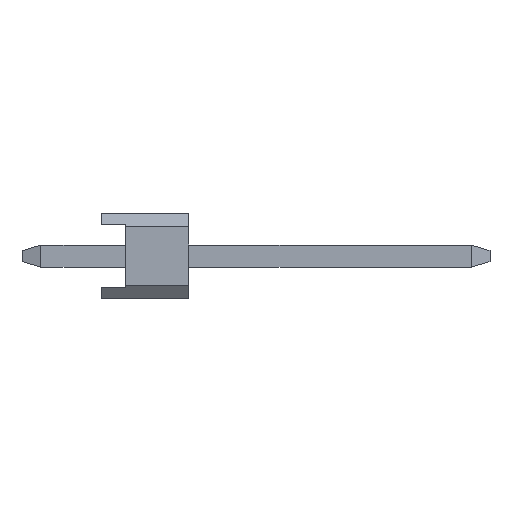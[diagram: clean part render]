
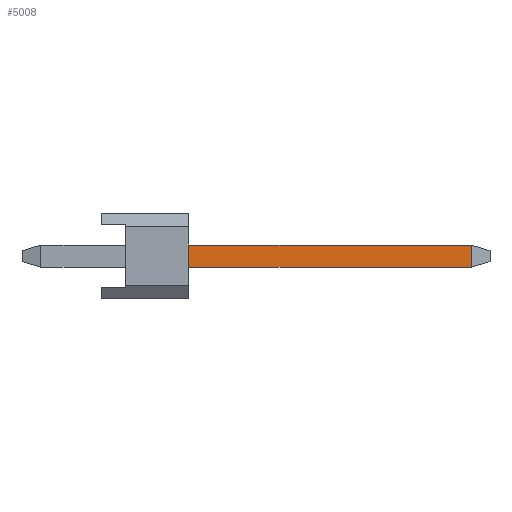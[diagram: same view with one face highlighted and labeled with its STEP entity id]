
A CAD part, left-side view. The second image highlights one B-rep face of the part: STEP entity #5008.
In plain terms, the highlighted planar face has unit normal (-1, 0, 0).
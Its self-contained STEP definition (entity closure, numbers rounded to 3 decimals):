
#2000=VERTEX_POINT('',#5419);
#2556=EDGE_CURVE('',#4894,#3144,#6033,.T.);
#3030=VERTEX_POINT('',#6552);
#3144=VERTEX_POINT('',#6679);
#3480=EDGE_CURVE('',#3030,#2000,#7046,.T.);
#4348=EDGE_CURVE('',#2000,#4894,#7998,.T.);
#4552=EDGE_CURVE('',#3144,#3030,#8225,.T.);
#4894=VERTEX_POINT('',#8614);
#5008=ADVANCED_FACE('',(#8738),#8739,.T.);
#5419=CARTESIAN_POINT('',(-13.02,-10.744,0.32));
#6033=LINE('',#10151,#10152);
#6552=CARTESIAN_POINT('',(-13.02,-2.54,0.32));
#6679=CARTESIAN_POINT('',(-13.02,-2.54,-0.32));
#7046=LINE('',#11626,#11627);
#7998=LINE('',#13020,#13021);
#8225=LINE('',#13335,#13336);
#8614=CARTESIAN_POINT('',(-13.02,-10.744,-0.32));
#8738=FACE_OUTER_BOUND('',#14091,.T.);
#8739=PLANE('',#14092);
#10151=CARTESIAN_POINT('',(-13.02,1.764,-0.32));
#10152=VECTOR('',#15191,1.0);
#11626=CARTESIAN_POINT('',(-13.02,-4.49,0.32));
#11627=VECTOR('',#16158,1.0);
#13020=CARTESIAN_POINT('',(-13.02,-10.744,0.5));
#13021=VECTOR('',#17073,1.0);
#13335=CARTESIAN_POINT('',(-13.02,-2.54,0.252));
#13336=VECTOR('',#17307,1.0);
#14091=EDGE_LOOP('',(#17936,#17937,#17938,#17939));
#14092=AXIS2_PLACEMENT_3D('',#17940,#17941,#17942);
#15191=DIRECTION('',(0.,1.0,0.));
#16158=DIRECTION('',(0.,-1.0,0.));
#17073=DIRECTION('',(0.0,0.,-1.0));
#17307=DIRECTION('',(0.,0.,1.0));
#17936=ORIENTED_EDGE('',*,*,#4552,.F.);
#17937=ORIENTED_EDGE('',*,*,#2556,.F.);
#17938=ORIENTED_EDGE('',*,*,#4348,.F.);
#17939=ORIENTED_EDGE('',*,*,#3480,.F.);
#17940=CARTESIAN_POINT('',(-13.02,1.764,0.5));
#17941=DIRECTION('',(-1.0,0.,0.));
#17942=DIRECTION('',(0.,1.0,0.));
